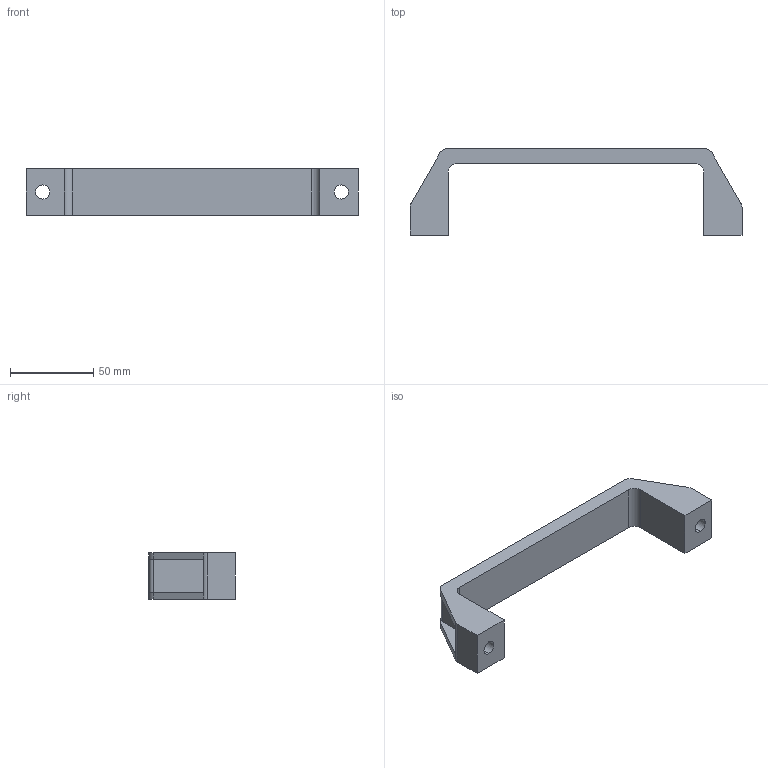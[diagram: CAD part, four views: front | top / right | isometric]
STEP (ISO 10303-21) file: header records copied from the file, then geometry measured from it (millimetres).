
FILE_DESCRIPTION (( 'STEP AP203' ), '1' );
FILE_NAME ('180攝韓參忒.STEP', '2019-07-25T02:31:47', ( 'admin' ), ( '' ), 'SwSTEP 2.0', 'SolidWorks 2017', '' );
FILE_SCHEMA (( 'CONFIG_CONTROL_DESIGN' ));
Length unit declared in the file: millimetre
Products named in the file (1): 180攝韓參忒
Bounding box: 200 x 52 x 28 mm (x, y, z)
Volume: 70882.4 mm3; surface area: 24842.6 mm2
Topology: 1 solids, 1 shells, 196 faces, 549 edges, 366 vertices
Faces by surface type: plane 150, bspline 28, cylinder 18
Entity records: 7210 total; most frequent: CARTESIAN_POINT 2220, ORIENTED_EDGE 1098, DIRECTION 871, EDGE_CURVE 549, LINE 453, VECTOR 453, VERTEX_POINT 366, EDGE_LOOP 211
